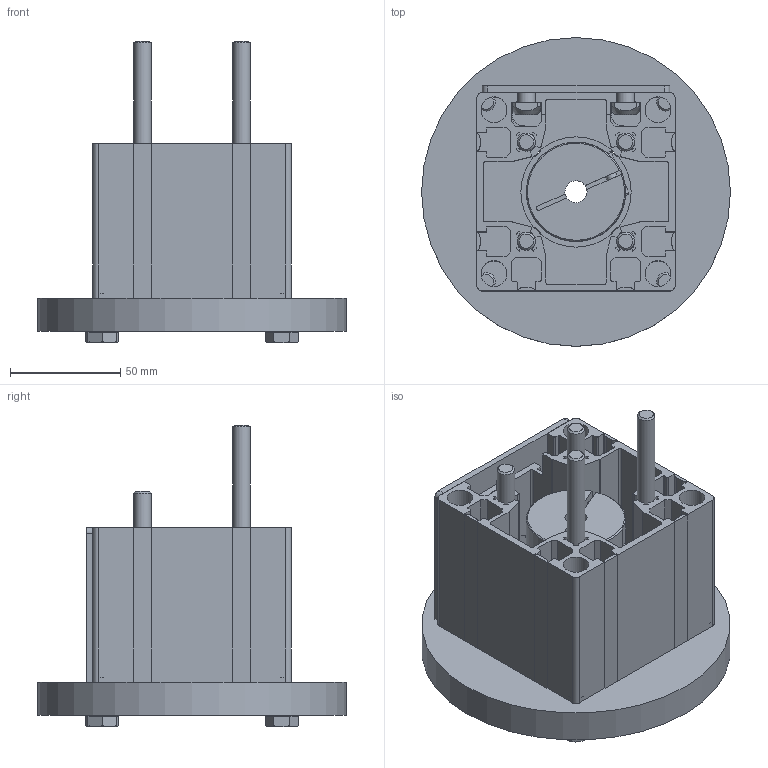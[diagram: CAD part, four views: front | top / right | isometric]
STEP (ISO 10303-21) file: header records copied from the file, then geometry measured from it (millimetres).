
FILE_DESCRIPTION(/* description */ ('SEW Drehstrom'),/* implementation_level */ '2;1');
FILE_NAME(/* name */ '281040-0.step',/* time_stamp */ '2021-09-06T08:17:05+02:00',/* author */ ('MuellerJ'),/* organization */ (''),/* preprocessor_version */ 'ST-DEVELOPER v18.1',/* originating_system */ 'Autodesk Inventor 2021',/* authorisation */ '');
FILE_SCHEMA (('AUTOMOTIVE_DESIGN { 1 0 10303 214 3 1 1 }'));
Length unit declared in the file: millimetre
Products named in the file (13): 28-1040-0FZ.000; 28-1035-0FZ.001; 28-1025-0FZ.001; leer; 28-1043-0FZ.000; 21-1666-0FZ.001; 21-1351-2FZ.005; leer_1; leer_2; leer_3; leer_4; leer_5; leer_6
Assembly tree (19 placements, depth 3):
  28-1040-0FZ.000
    28-1035-0FZ.001
    28-1025-0FZ.001
    leer  x2
    28-1043-0FZ.000
    21-1666-0FZ.001  x2
    21-1351-2FZ.005  x2
    leer_1  x2
    leer_2
      leer_3
      leer_4
      leer_5
    leer_6  x4
Bounding box: 140 x 140 x 136.8 mm (x, y, z)
Volume: 446104.1 mm3; surface area: 192875.8 mm2
Topology: 18 solids, 18 shells, 632 faces, 1675 edges, 1106 vertices
Faces by surface type: plane 367, cylinder 194, cone 50, torus 21
Full cylindrical faces by diameter (mm): 4.2 x2, 5 x2, 5.5 x2, 6.647 x4, 7.323 x4, 8 x12, 8.5 x4, 9 x4, 10 x1, 11.4 x4, 11.7 x4, 12 x2, 13 x6, 14 x1, 15 x4, 30 x1, 45 x2, 50 x1, 95 x1, 140 x1
Entity records: 17182 total; most frequent: CARTESIAN_POINT 3097, DIRECTION 2840, ORIENTED_EDGE 2770, EDGE_CURVE 1385, AXIS2_PLACEMENT_3D 970, VERTEX_POINT 922, LINE 900, VECTOR 900
